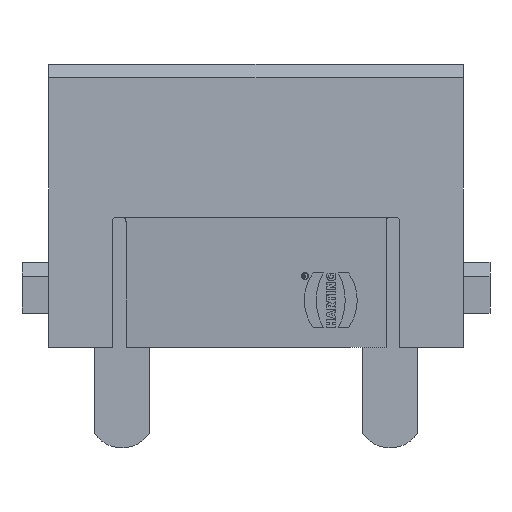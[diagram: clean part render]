
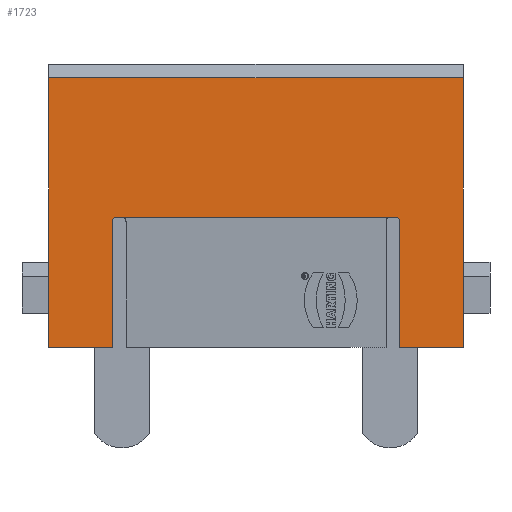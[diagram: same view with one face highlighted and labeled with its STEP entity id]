
A CAD part, left-side view. The second image highlights one B-rep face of the part: STEP entity #1723.
In plain terms, the highlighted planar face has unit normal (-1, 0, 0).
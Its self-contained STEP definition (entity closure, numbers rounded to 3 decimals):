
#897=FACE_OUTER_BOUND('',#1985,.T.);
#1071=LINE('',#5005,#1422);
#1074=LINE('',#5012,#1425);
#1143=LINE('',#5164,#1494);
#1146=LINE('',#5170,#1497);
#1198=LINE('',#5293,#1549);
#1200=LINE('',#5297,#1551);
#1201=LINE('',#5300,#1552);
#1202=LINE('',#5303,#1553);
#1422=VECTOR('',#4168,1.);
#1425=VECTOR('',#4175,1.);
#1494=VECTOR('',#4300,1.);
#1497=VECTOR('',#4305,1.);
#1549=VECTOR('',#4421,1.);
#1551=VECTOR('',#4425,1.);
#1552=VECTOR('',#4426,1.);
#1553=VECTOR('',#4431,1.);
#1723=ADVANCED_FACE('',(#897),#1837,.T.);
#1837=PLANE('',#3878);
#1985=EDGE_LOOP('',(#2549,#2550,#2551,#2552,#2553,#2554,#2555,#2556,#2557,
#2558));
#2549=ORIENTED_EDGE('',*,*,#3453,.T.);
#2550=ORIENTED_EDGE('',*,*,#3454,.F.);
#2551=ORIENTED_EDGE('',*,*,#3451,.T.);
#2552=ORIENTED_EDGE('',*,*,#3305,.T.);
#2553=ORIENTED_EDGE('',*,*,#3455,.T.);
#2554=ORIENTED_EDGE('',*,*,#3308,.T.);
#2555=ORIENTED_EDGE('',*,*,#3456,.T.);
#2556=ORIENTED_EDGE('',*,*,#3387,.T.);
#2557=ORIENTED_EDGE('',*,*,#3384,.T.);
#2558=ORIENTED_EDGE('',*,*,#3457,.F.);
#2989=VERTEX_POINT('',#5004);
#2990=VERTEX_POINT('',#5006);
#2992=VERTEX_POINT('',#5013);
#2993=VERTEX_POINT('',#5014);
#3046=VERTEX_POINT('',#5163);
#3047=VERTEX_POINT('',#5165);
#3049=VERTEX_POINT('',#5171);
#3088=VERTEX_POINT('',#5294);
#3089=VERTEX_POINT('',#5298);
#3090=VERTEX_POINT('',#5299);
#3305=EDGE_CURVE('',#2990,#2989,#1071,.T.);
#3308=EDGE_CURVE('',#2992,#2993,#1074,.T.);
#3384=EDGE_CURVE('',#3047,#3046,#1143,.T.);
#3387=EDGE_CURVE('',#3049,#3047,#1146,.T.);
#3451=EDGE_CURVE('',#3088,#2990,#1198,.T.);
#3453=EDGE_CURVE('',#3089,#3090,#1200,.T.);
#3454=EDGE_CURVE('',#3088,#3090,#1201,.T.);
#3455=EDGE_CURVE('',#2989,#2992,#3607,.T.);
#3456=EDGE_CURVE('',#2993,#3049,#3608,.T.);
#3457=EDGE_CURVE('',#3089,#3046,#1202,.T.);
#3607=CIRCLE('',#3876,0.3);
#3608=CIRCLE('',#3877,0.3);
#3876=AXIS2_PLACEMENT_3D('',#5301,#4427,#4428);
#3877=AXIS2_PLACEMENT_3D('',#5302,#4429,#4430);
#3878=AXIS2_PLACEMENT_3D('',#5304,#4432,#4433);
#4168=DIRECTION('',(0.,0.,1.));
#4175=DIRECTION('',(0.,-1.,0.));
#4300=DIRECTION('',(0.,-1.,0.));
#4305=DIRECTION('',(0.,0.,-1.));
#4421=DIRECTION('',(0.,-1.,0.));
#4425=DIRECTION('',(0.,1.,0.));
#4426=DIRECTION('',(0.,0.,1.));
#4427=DIRECTION('',(1.,0.,0.));
#4428=DIRECTION('',(0.,-1.,0.));
#4429=DIRECTION('',(1.,0.,0.));
#4430=DIRECTION('',(0.,-1.,0.));
#4431=DIRECTION('',(0.,0.,-1.));
#4432=DIRECTION('',(-1.,0.,0.));
#4433=DIRECTION('',(0.,-1.,0.));
#5004=CARTESIAN_POINT('',(-7.3,10.5,-8.6));
#5005=CARTESIAN_POINT('',(-7.3,10.5,-17.8));
#5006=CARTESIAN_POINT('',(-7.3,10.5,-17.8));
#5012=CARTESIAN_POINT('',(-7.3,10.2,-8.3));
#5013=CARTESIAN_POINT('',(-7.3,10.2,-8.3));
#5014=CARTESIAN_POINT('',(-7.3,-10.2,-8.3));
#5163=CARTESIAN_POINT('',(-7.3,-15.15,-17.8));
#5164=CARTESIAN_POINT('',(-7.3,-10.5,-17.8));
#5165=CARTESIAN_POINT('',(-7.3,-10.5,-17.8));
#5170=CARTESIAN_POINT('',(-7.3,-10.5,-7.6));
#5171=CARTESIAN_POINT('',(-7.3,-10.5,-8.6));
#5293=CARTESIAN_POINT('',(-7.3,15.15,-17.8));
#5294=CARTESIAN_POINT('',(-7.3,15.15,-17.8));
#5297=CARTESIAN_POINT('',(-7.3,-15.15,1.9));
#5298=CARTESIAN_POINT('',(-7.3,-15.15,1.9));
#5299=CARTESIAN_POINT('',(-7.3,15.15,1.9));
#5300=CARTESIAN_POINT('',(-7.3,15.15,-17.8));
#5301=CARTESIAN_POINT('',(-7.3,10.2,-8.6));
#5302=CARTESIAN_POINT('',(-7.3,-10.2,-8.6));
#5303=CARTESIAN_POINT('',(-7.3,-15.15,1.9));
#5304=CARTESIAN_POINT('',(-7.3,15.15,-17.8));
